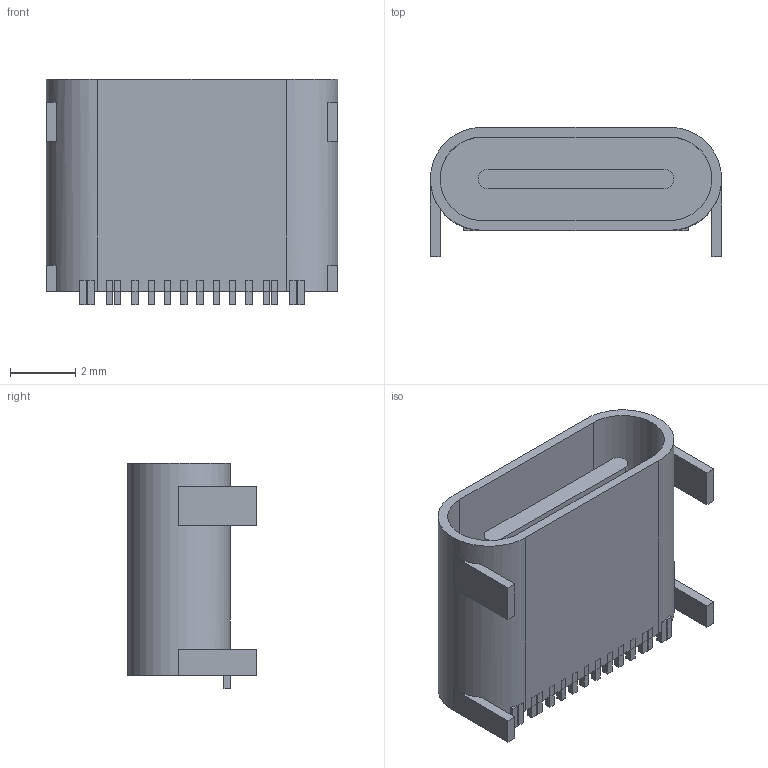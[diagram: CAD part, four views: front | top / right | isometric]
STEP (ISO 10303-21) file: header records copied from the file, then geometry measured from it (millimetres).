
FILE_DESCRIPTION(('FreeCAD Model'),'2;1');
FILE_NAME('Open CASCADE Shape Model','2022-02-16T22:22:38',(''),(''), 'Open CASCADE STEP processor 7.5','FreeCAD','Unknown');
FILE_SCHEMA(('AUTOMOTIVE_DESIGN { 1 0 10303 214 1 1 1 1 }'));
Length unit declared in the file: millimetre
Products named in the file (1): Pad004
Bounding box: 8.94 x 3.96 x 6.91 mm (x, y, z)
Volume: 93.5 mm3; surface area: 351.1 mm2
Topology: 1 solids, 1 shells, 152 faces, 403 edges, 258 vertices
Faces by surface type: plane 146, cylinder 6
Entity records: 5702 total; most frequent: CARTESIAN_POINT 814, ORIENTED_EDGE 806, DIRECTION 751, EDGE_CURVE 403, LINE 361, VECTOR 361, VERTEX_POINT 258, AXIS2_PLACEMENT_3D 195
